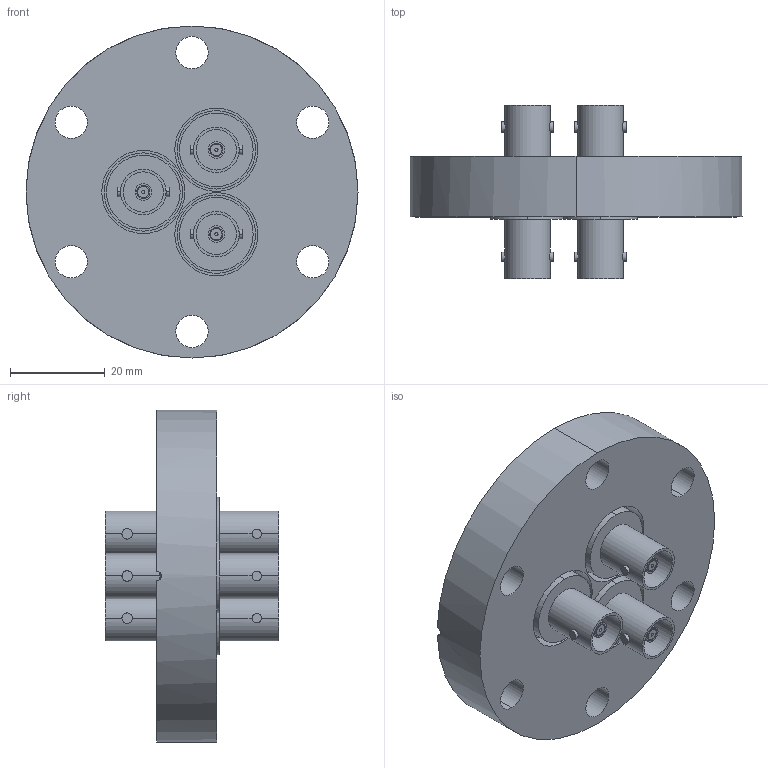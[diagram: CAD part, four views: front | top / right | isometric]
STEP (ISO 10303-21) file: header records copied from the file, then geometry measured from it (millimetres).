
FILE_DESCRIPTION (( 'STEP AP214' ), '1' );
FILE_NAME ('242-MHVDF50-C40-3.step', '2025-02-18T20:48:34', ( '' ), ( '' ), 'SwSTEP 2.0', 'SolidWorks 2022', '' );
FILE_SCHEMA (( 'AUTOMOTIVE_DESIGN' ));
Length unit declared in the file: millimetre
Products named in the file (3): 242-MHVDF50; 242-MHVDF50-C40-3; 9411-C40-16.5-3_9411-C40-16.5-2
Assembly tree (4 placements, depth 2):
  242-MHVDF50-C40-3
    9411-C40-16.5-3_9411-C40-16.5-2
    242-MHVDF50  x3
Bounding box: 69.9 x 36.5 x 69.9 mm (x, y, z)
Volume: 40632.2 mm3; surface area: 23846.7 mm2
Topology: 13 solids, 13 shells, 215 faces, 458 edges, 296 vertices
Faces by surface type: cylinder 144, plane 67, cone 4
Entity records: 3286 total; most frequent: CARTESIAN_POINT 670, DIRECTION 554, ORIENTED_EDGE 444, AXIS2_PLACEMENT_3D 238, EDGE_CURVE 222, VERTEX_POINT 144, EDGE_LOOP 134, CIRCLE 132
